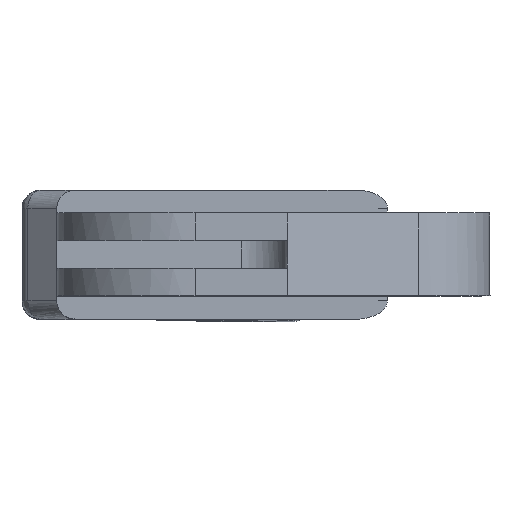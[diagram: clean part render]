
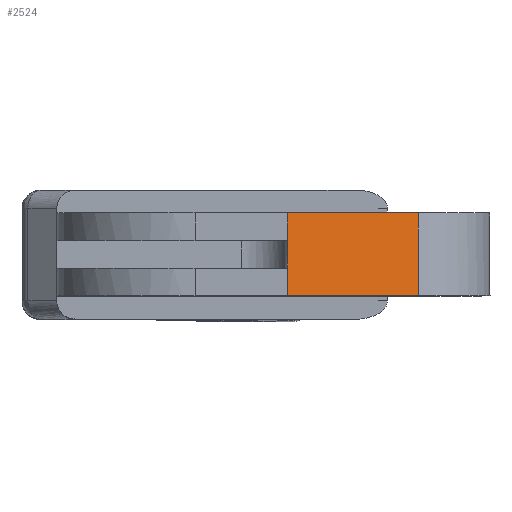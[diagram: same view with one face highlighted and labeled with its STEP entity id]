
A CAD part, top view. The second image highlights one B-rep face of the part: STEP entity #2524.
In plain terms, the highlighted free-form (B-spline) face has degree [1, 1] with [2, 2] control points.
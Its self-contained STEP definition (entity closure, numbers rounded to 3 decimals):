
#2106 = VERTEX_POINT('',#2107);
#2107 = CARTESIAN_POINT('',(-2.199,-2.058,
    33.425));
#2204 = EDGE_CURVE('',#2106,#2205,#2207,.T.);
#2205 = VERTEX_POINT('',#2206);
#2206 = CARTESIAN_POINT('',(-2.199,2.058,
    33.425));
#2207 = B_SPLINE_CURVE_WITH_KNOTS('',1,(#2208,#2209),.UNSPECIFIED.,.F.,
  .F.,(2,2),(-1.5,1.5),.PIECEWISE_BEZIER_KNOTS.);
#2208 = CARTESIAN_POINT('',(-2.199,-2.058,
    33.425));
#2209 = CARTESIAN_POINT('',(-2.199,2.058,
    33.425));
#2283 = EDGE_CURVE('',#2205,#2284,#2286,.T.);
#2284 = VERTEX_POINT('',#2285);
#2285 = CARTESIAN_POINT('',(-2.199,6.173,
    33.425));
#2286 = B_SPLINE_CURVE_WITH_KNOTS('',1,(#2287,#2288),.UNSPECIFIED.,.F.,
  .F.,(2,2),(1.5,4.5),.PIECEWISE_BEZIER_KNOTS.);
#2287 = CARTESIAN_POINT('',(-2.199,2.058,
    33.425));
#2288 = CARTESIAN_POINT('',(-2.199,6.173,
    33.425));
#2319 = VERTEX_POINT('',#2320);
#2320 = CARTESIAN_POINT('',(-2.199,-6.173,
    33.425));
#2325 = EDGE_CURVE('',#2319,#2106,#2326,.T.);
#2326 = B_SPLINE_CURVE_WITH_KNOTS('',1,(#2327,#2328),.UNSPECIFIED.,.F.,
  .F.,(2,2),(-4.5,-1.5),.PIECEWISE_BEZIER_KNOTS.);
#2327 = CARTESIAN_POINT('',(-2.199,-6.173,
    33.425));
#2328 = CARTESIAN_POINT('',(-2.199,-2.058,
    33.425));
#2491 = VERTEX_POINT('',#2492);
#2492 = CARTESIAN_POINT('',(17.317,-6.173,
    28.965));
#2498 = EDGE_CURVE('',#2319,#2491,#2499,.T.);
#2499 = B_SPLINE_CURVE_WITH_KNOTS('',1,(#2500,#2501),.UNSPECIFIED.,.F.,
  .F.,(2,2),(-0.069,14.526),
  .PIECEWISE_BEZIER_KNOTS.);
#2500 = CARTESIAN_POINT('',(-2.199,-6.173,
    33.425));
#2501 = CARTESIAN_POINT('',(17.317,-6.173,
    28.965));
#2524 = ADVANCED_FACE('',(#2525),#2543,.T.);
#2525 = FACE_BOUND('',#2526,.T.);
#2526 = EDGE_LOOP('',(#2527,#2528,#2535,#2540,#2541,#2542));
#2527 = ORIENTED_EDGE('',*,*,#2498,.T.);
#2528 = ORIENTED_EDGE('',*,*,#2529,.T.);
#2529 = EDGE_CURVE('',#2491,#2530,#2532,.T.);
#2530 = VERTEX_POINT('',#2531);
#2531 = CARTESIAN_POINT('',(17.317,6.173,
    28.965));
#2532 = B_SPLINE_CURVE_WITH_KNOTS('',1,(#2533,#2534),.UNSPECIFIED.,.F.,
  .F.,(2,2),(-4.5,4.5),.PIECEWISE_BEZIER_KNOTS.);
#2533 = CARTESIAN_POINT('',(17.317,-6.173,
    28.965));
#2534 = CARTESIAN_POINT('',(17.317,6.173,
    28.965));
#2535 = ORIENTED_EDGE('',*,*,#2536,.T.);
#2536 = EDGE_CURVE('',#2530,#2284,#2537,.T.);
#2537 = B_SPLINE_CURVE_WITH_KNOTS('',1,(#2538,#2539),.UNSPECIFIED.,.F.,
  .F.,(2,2),(-14.526,0.069),
  .PIECEWISE_BEZIER_KNOTS.);
#2538 = CARTESIAN_POINT('',(17.317,6.173,
    28.965));
#2539 = CARTESIAN_POINT('',(-2.199,6.173,
    33.425));
#2540 = ORIENTED_EDGE('',*,*,#2283,.F.);
#2541 = ORIENTED_EDGE('',*,*,#2204,.F.);
#2542 = ORIENTED_EDGE('',*,*,#2325,.F.);
#2543 = B_SPLINE_SURFACE_WITH_KNOTS('',1,1,(
    (#2544,#2545)
    ,(#2546,#2547
    )),.UNSPECIFIED.,.F.,.F.,.F.,(2,2),(2,2),(0.,14.595),(-4.5,
    4.5),.PIECEWISE_BEZIER_KNOTS.);
#2544 = CARTESIAN_POINT('',(-2.199,-6.173,
    33.425));
#2545 = CARTESIAN_POINT('',(-2.199,6.173,
    33.425));
#2546 = CARTESIAN_POINT('',(17.317,-6.173,
    28.965));
#2547 = CARTESIAN_POINT('',(17.317,6.173,
    28.965));
